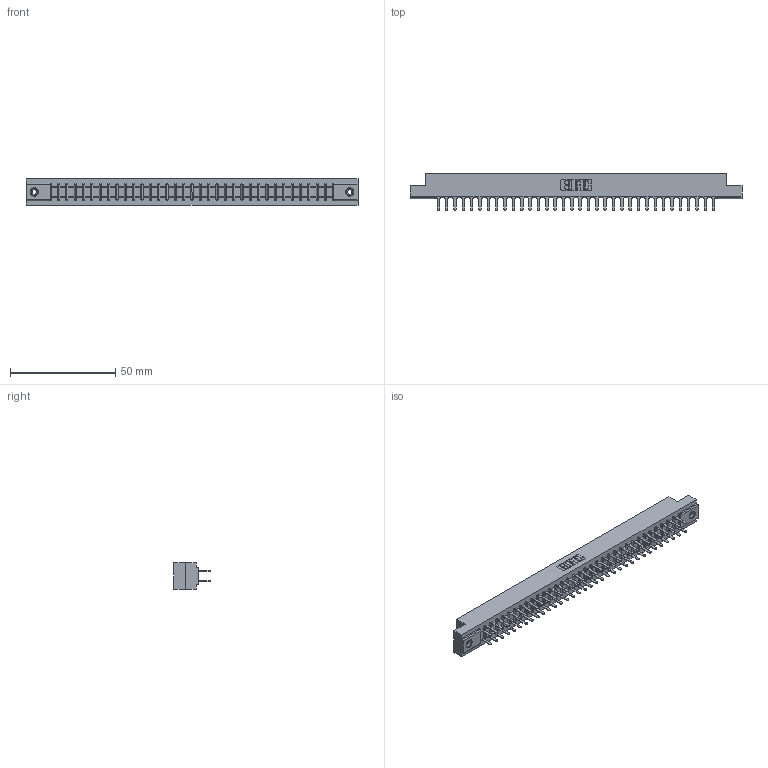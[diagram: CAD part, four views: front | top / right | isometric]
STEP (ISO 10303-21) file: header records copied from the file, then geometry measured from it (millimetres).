
FILE_DESCRIPTION (( 'STEP AP203' ), '1' );
FILE_NAME ('357-068-420-208.STEP', '2020-10-05T00:44:11', ( '' ), ( '' ), 'SwSTEP 2.0', 'SolidWorks 2020', '' );
FILE_SCHEMA (( 'CONFIG_CONTROL_DESIGN' ));
Length unit declared in the file: inch
Products named in the file (4): 357-068-420-208; 345-250-001_345-250-003-102; 307 Part_.156 Dia Mounting Holes; 307-290-001_520
Assembly tree (71 placements, depth 2):
  357-068-420-208
    307 Part_.156 Dia Mounting Holes
    307-290-001_520  x68
    345-250-001_345-250-003-102  x2
Bounding box: 157.73 x 17.42 x 12.7 mm (x, y, z)
Volume: 16759.8 mm3; surface area: 20474.9 mm2
Topology: 71 solids, 71 shells, 3341 faces, 9299 edges, 6006 vertices
Faces by surface type: plane 2210, cylinder 1045, sphere 70, cone 12, torus 4
Entity records: 32375 total; most frequent: CARTESIAN_POINT 5281, ORIENTED_EDGE 5226, DIRECTION 5185, EDGE_CURVE 2613, LINE 2001, VECTOR 2001, VERTEX_POINT 1688, AXIS2_PLACEMENT_3D 1592
